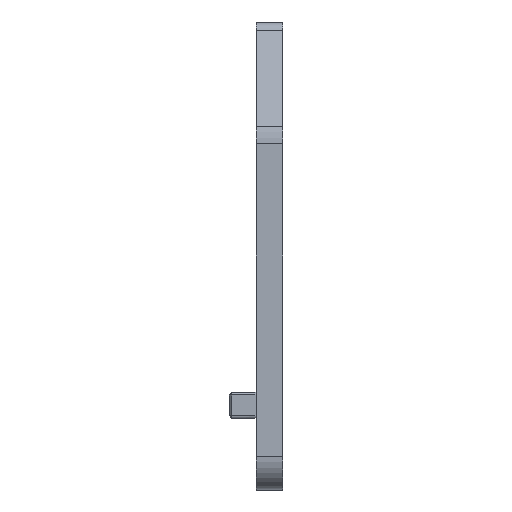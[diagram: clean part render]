
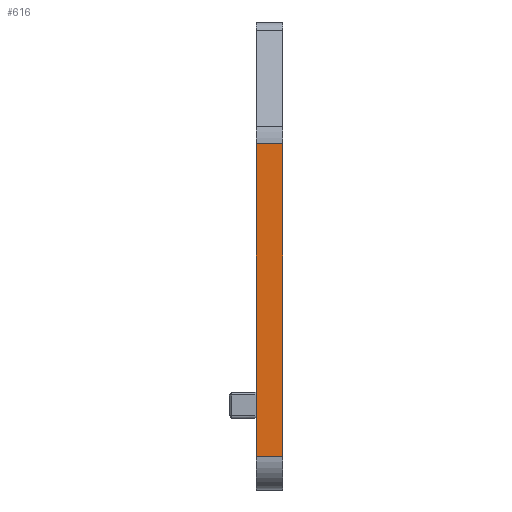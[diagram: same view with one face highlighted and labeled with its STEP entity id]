
A CAD part, front view. The second image highlights one B-rep face of the part: STEP entity #616.
In plain terms, the highlighted planar face has unit normal (0, -1, 0).
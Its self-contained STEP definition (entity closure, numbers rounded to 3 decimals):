
#589=AXIS2_PLACEMENT_3D('Plane Axis2P3D',#586,#587,#588) ;
#564=CARTESIAN_POINT('Vertex',(4.,0.,25.783)) ;
#571=CARTESIAN_POINT('Vertex',(2.,0.,25.783)) ;
#574=CARTESIAN_POINT('Line Origine',(3.,0.,25.783)) ;
#586=CARTESIAN_POINT('Axis2P3D Location',(4.,0.,25.783)) ;
#591=CARTESIAN_POINT('Line Origine',(4.,0.,14.141)) ;
#595=CARTESIAN_POINT('Vertex',(4.,0.,2.5)) ;
#598=CARTESIAN_POINT('Line Origine',(2.,0.,14.141)) ;
#602=CARTESIAN_POINT('Vertex',(2.,0.,2.5)) ;
#605=CARTESIAN_POINT('Line Origine',(3.,0.,2.5)) ;
#575=DIRECTION('Vector Direction',(-1.,0.,0.)) ;
#587=DIRECTION('Axis2P3D Direction',(-0.,1.,0.)) ;
#588=DIRECTION('Axis2P3D XDirection',(1.,0.,0.)) ;
#592=DIRECTION('Vector Direction',(0.,0.,1.)) ;
#599=DIRECTION('Vector Direction',(0.,0.,1.)) ;
#606=DIRECTION('Vector Direction',(-1.,0.,0.)) ;
#576=VECTOR('Line Direction',#575,1.) ;
#593=VECTOR('Line Direction',#592,1.) ;
#600=VECTOR('Line Direction',#599,1.) ;
#607=VECTOR('Line Direction',#606,1.) ;
#611=ORIENTED_EDGE('',*,*,#597,.T.) ;
#612=ORIENTED_EDGE('',*,*,#578,.F.) ;
#613=ORIENTED_EDGE('',*,*,#604,.F.) ;
#614=ORIENTED_EDGE('',*,*,#609,.F.) ;
#616=ADVANCED_FACE('Hauptk\X2\00F6\X0\rper',(#615),#590,.F.) ;
#578=EDGE_CURVE('',#572,#565,#577,.F.) ;
#597=EDGE_CURVE('',#596,#565,#594,.T.) ;
#604=EDGE_CURVE('',#603,#572,#601,.T.) ;
#609=EDGE_CURVE('',#596,#603,#608,.T.) ;
#610=EDGE_LOOP('',(#611,#612,#613,#614)) ;
#615=FACE_OUTER_BOUND('',#610,.T.) ;
#577=LINE('Line',#574,#576) ;
#594=LINE('Line',#591,#593) ;
#601=LINE('Line',#598,#600) ;
#608=LINE('Line',#605,#607) ;
#590=PLANE('',#589) ;
#565=VERTEX_POINT('',#564) ;
#572=VERTEX_POINT('',#571) ;
#596=VERTEX_POINT('',#595) ;
#603=VERTEX_POINT('',#602) ;
